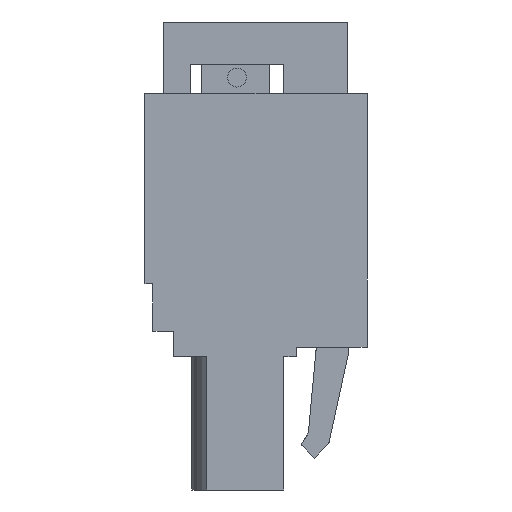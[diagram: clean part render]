
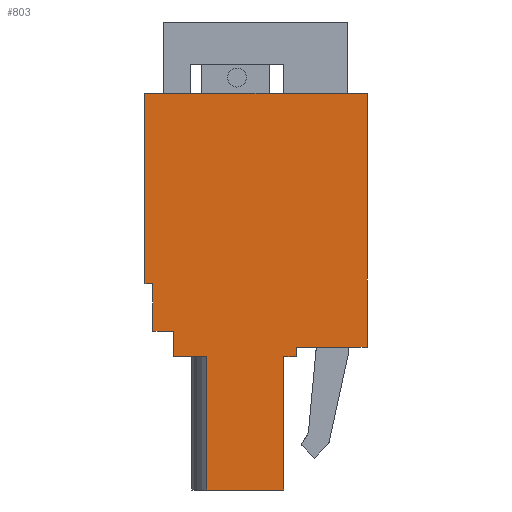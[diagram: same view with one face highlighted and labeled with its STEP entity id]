
A CAD part, left-side view. The second image highlights one B-rep face of the part: STEP entity #803.
In plain terms, the highlighted planar face has unit normal (-1, 0, 0).
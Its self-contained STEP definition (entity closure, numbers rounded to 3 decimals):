
#803 = ADVANCED_FACE( '', ( #2034 ), #2035, .F. );
#2034 = FACE_OUTER_BOUND( '', #4009, .T. );
#2035 = PLANE( '', #4010 );
#4009 = EDGE_LOOP( '', ( #6785, #6786, #6787, #6788, #6789, #6790, #6791, #6792, #6793, #6794, #6795, #6796, #6797, #6798 ) );
#4010 = AXIS2_PLACEMENT_3D( '', #6799, #6800, #6801 );
#6785 = ORIENTED_EDGE( '', *, *, #12004, .T. );
#6786 = ORIENTED_EDGE( '', *, *, #12005, .F. );
#6787 = ORIENTED_EDGE( '', *, *, #12006, .F. );
#6788 = ORIENTED_EDGE( '', *, *, #12007, .F. );
#6789 = ORIENTED_EDGE( '', *, *, #12008, .F. );
#6790 = ORIENTED_EDGE( '', *, *, #12009, .F. );
#6791 = ORIENTED_EDGE( '', *, *, #12010, .F. );
#6792 = ORIENTED_EDGE( '', *, *, #12011, .F. );
#6793 = ORIENTED_EDGE( '', *, *, #12012, .F. );
#6794 = ORIENTED_EDGE( '', *, *, #12013, .T. );
#6795 = ORIENTED_EDGE( '', *, *, #12014, .T. );
#6796 = ORIENTED_EDGE( '', *, *, #12015, .T. );
#6797 = ORIENTED_EDGE( '', *, *, #12016, .T. );
#6798 = ORIENTED_EDGE( '', *, *, #12017, .F. );
#6799 = CARTESIAN_POINT( '', ( -10.16, 0., 0. ) );
#6800 = DIRECTION( '', ( 1., 0., 0. ) );
#6801 = DIRECTION( '', ( 0., 0., -1. ) );
#12004 = EDGE_CURVE( '', #14404, #14405, #14406, .T. );
#12005 = EDGE_CURVE( '', #14407, #14405, #14408, .T. );
#12006 = EDGE_CURVE( '', #14409, #14407, #14410, .T. );
#12007 = EDGE_CURVE( '', #14411, #14409, #14412, .T. );
#12008 = EDGE_CURVE( '', #14413, #14411, #14414, .T. );
#12009 = EDGE_CURVE( '', #14415, #14413, #14416, .T. );
#12010 = EDGE_CURVE( '', #14417, #14415, #14418, .T. );
#12011 = EDGE_CURVE( '', #14419, #14417, #14420, .T. );
#12012 = EDGE_CURVE( '', #14421, #14419, #14422, .T. );
#12013 = EDGE_CURVE( '', #14421, #14423, #14424, .T. );
#12014 = EDGE_CURVE( '', #14423, #14425, #14426, .T. );
#12015 = EDGE_CURVE( '', #14425, #14427, #14428, .T. );
#12016 = EDGE_CURVE( '', #14427, #14429, #14430, .T. );
#12017 = EDGE_CURVE( '', #14404, #14429, #14431, .T. );
#14404 = VERTEX_POINT( '', #17897 );
#14405 = VERTEX_POINT( '', #17898 );
#14406 = LINE( '', #17899, #17900 );
#14407 = VERTEX_POINT( '', #17901 );
#14408 = LINE( '', #17902, #17903 );
#14409 = VERTEX_POINT( '', #17904 );
#14410 = LINE( '', #17905, #17906 );
#14411 = VERTEX_POINT( '', #17907 );
#14412 = LINE( '', #17908, #17909 );
#14413 = VERTEX_POINT( '', #17910 );
#14414 = LINE( '', #17911, #17912 );
#14415 = VERTEX_POINT( '', #17913 );
#14416 = LINE( '', #17914, #17915 );
#14417 = VERTEX_POINT( '', #17916 );
#14418 = LINE( '', #17917, #17918 );
#14419 = VERTEX_POINT( '', #17919 );
#14420 = LINE( '', #17920, #17921 );
#14421 = VERTEX_POINT( '', #17922 );
#14422 = LINE( '', #17923, #17924 );
#14423 = VERTEX_POINT( '', #17925 );
#14424 = LINE( '', #17926, #17927 );
#14425 = VERTEX_POINT( '', #17928 );
#14426 = LINE( '', #17929, #17930 );
#14427 = VERTEX_POINT( '', #17931 );
#14428 = LINE( '', #17932, #17933 );
#14429 = VERTEX_POINT( '', #17934 );
#14430 = LINE( '', #17935, #17936 );
#14431 = LINE( '', #17937, #17938 );
#17897 = CARTESIAN_POINT( '', ( -10.16, 3.1, -8.3 ) );
#17898 = CARTESIAN_POINT( '', ( -10.16, 3.1, -16.7 ) );
#17899 = CARTESIAN_POINT( '', ( -10.16, 3.1, -8.3 ) );
#17900 = VECTOR( '', #22181, 1000. );
#17901 = CARTESIAN_POINT( '', ( -10.16, -1.75, -16.7 ) );
#17902 = CARTESIAN_POINT( '', ( -10.16, -1.75, -16.7 ) );
#17903 = VECTOR( '', #22182, 1000. );
#17904 = CARTESIAN_POINT( '', ( -10.16, -1.75, -8.3 ) );
#17905 = CARTESIAN_POINT( '', ( -10.16, -1.75, -8.3 ) );
#17906 = VECTOR( '', #22183, 1000. );
#17907 = CARTESIAN_POINT( '', ( -10.16, -2.55, -8.3 ) );
#17908 = CARTESIAN_POINT( '', ( -10.16, -7., -8.3 ) );
#17909 = VECTOR( '', #22184, 1000. );
#17910 = CARTESIAN_POINT( '', ( -10.16, -2.55, -7.7 ) );
#17911 = CARTESIAN_POINT( '', ( -10.16, -2.55, 0. ) );
#17912 = VECTOR( '', #22185, 1000. );
#17913 = CARTESIAN_POINT( '', ( -10.16, -7., -7.7 ) );
#17914 = CARTESIAN_POINT( '', ( -10.16, 0., -7.7 ) );
#17915 = VECTOR( '', #22186, 1000. );
#17916 = CARTESIAN_POINT( '', ( -10.16, -7., 8.3 ) );
#17917 = CARTESIAN_POINT( '', ( -10.16, -7., 8.3 ) );
#17918 = VECTOR( '', #22187, 1000. );
#17919 = CARTESIAN_POINT( '', ( -10.16, 7., 8.3 ) );
#17920 = CARTESIAN_POINT( '', ( -10.16, 7., 8.3 ) );
#17921 = VECTOR( '', #22188, 1000. );
#17922 = CARTESIAN_POINT( '', ( -10.16, 7., -3.7 ) );
#17923 = CARTESIAN_POINT( '', ( -10.16, 7., -8.3 ) );
#17924 = VECTOR( '', #22189, 1000. );
#17925 = CARTESIAN_POINT( '', ( -10.16, 6.5, -3.7 ) );
#17926 = CARTESIAN_POINT( '', ( -10.16, 0., -3.7 ) );
#17927 = VECTOR( '', #22190, 1000. );
#17928 = CARTESIAN_POINT( '', ( -10.16, 6.5, -6.7 ) );
#17929 = CARTESIAN_POINT( '', ( -10.16, 6.5, 0. ) );
#17930 = VECTOR( '', #22191, 1000. );
#17931 = CARTESIAN_POINT( '', ( -10.16, 5.2, -6.7 ) );
#17932 = CARTESIAN_POINT( '', ( -10.16, 0., -6.7 ) );
#17933 = VECTOR( '', #22192, 1000. );
#17934 = CARTESIAN_POINT( '', ( -10.16, 5.2, -8.3 ) );
#17935 = CARTESIAN_POINT( '', ( -10.16, 5.2, 0. ) );
#17936 = VECTOR( '', #22193, 1000. );
#17937 = CARTESIAN_POINT( '', ( -10.16, -7., -8.3 ) );
#17938 = VECTOR( '', #22194, 1000. );
#22181 = DIRECTION( '', ( 0., 0., -1. ) );
#22182 = DIRECTION( '', ( 0., 1., 0. ) );
#22183 = DIRECTION( '', ( 0., 0., -1. ) );
#22184 = DIRECTION( '', ( 0., 1., 0. ) );
#22185 = DIRECTION( '', ( 0., 0., -1. ) );
#22186 = DIRECTION( '', ( 0., 1., 0. ) );
#22187 = DIRECTION( '', ( 0., 0., -1. ) );
#22188 = DIRECTION( '', ( 0., -1., 0. ) );
#22189 = DIRECTION( '', ( 0., 0., 1. ) );
#22190 = DIRECTION( '', ( 0., -1., 0. ) );
#22191 = DIRECTION( '', ( 0., 0., -1. ) );
#22192 = DIRECTION( '', ( 0., -1., 0. ) );
#22193 = DIRECTION( '', ( 0., 0., -1. ) );
#22194 = DIRECTION( '', ( 0., 1., 0. ) );
